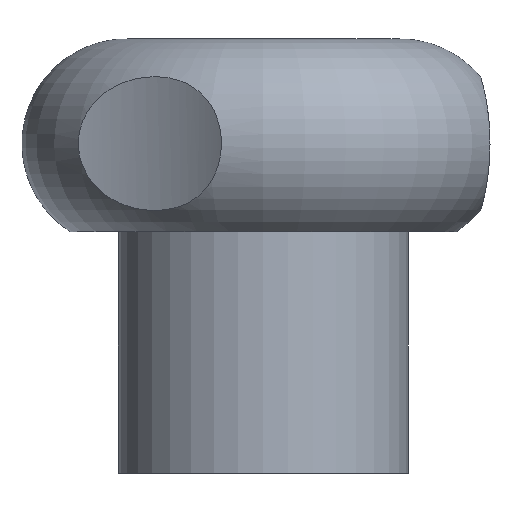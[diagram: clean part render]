
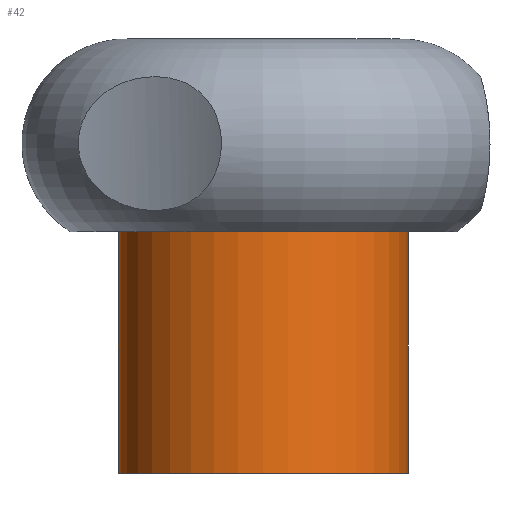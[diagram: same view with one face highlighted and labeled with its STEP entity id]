
A CAD part, left-side view. The second image highlights one B-rep face of the part: STEP entity #42.
In plain terms, the highlighted cylindrical face has radius 6 mm (diameter 12 mm), a full revolution.
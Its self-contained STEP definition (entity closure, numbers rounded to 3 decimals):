
#42 = ADVANCED_FACE( '', ( #88, #89 ), #90, .T. );
#88 = FACE_OUTER_BOUND( '', #142, .T. );
#89 = FACE_OUTER_BOUND( '', #143, .T. );
#90 = CYLINDRICAL_SURFACE( '', #144, 6. );
#142 = EDGE_LOOP( '', ( #196 ) );
#143 = EDGE_LOOP( '', ( #197 ) );
#144 = AXIS2_PLACEMENT_3D( '', #198, #199, #200 );
#196 = ORIENTED_EDGE( '', *, *, #251, .F. );
#197 = ORIENTED_EDGE( '', *, *, #258, .T. );
#198 = CARTESIAN_POINT( '', ( 0., 0., 57.15 ) );
#199 = DIRECTION( '', ( 0., 0., -1. ) );
#200 = DIRECTION( '', ( 1., 0., 0. ) );
#251 = EDGE_CURVE( '', #276, #276, #277, .T. );
#258 = EDGE_CURVE( '', #285, #285, #286, .T. );
#276 = VERTEX_POINT( '', #310 );
#277 = CIRCLE( '', #311, 6. );
#285 = VERTEX_POINT( '', #380 );
#286 = CIRCLE( '', #381, 6. );
#310 = CARTESIAN_POINT( '', ( 6., 0., 10. ) );
#311 = AXIS2_PLACEMENT_3D( '', #519, #520, #521 );
#380 = CARTESIAN_POINT( '', ( 6., 0., 0. ) );
#381 = AXIS2_PLACEMENT_3D( '', #525, #526, #527 );
#519 = CARTESIAN_POINT( '', ( 0., 0., 10. ) );
#520 = DIRECTION( '', ( 0., 0., 1. ) );
#521 = DIRECTION( '', ( 1., 0., 0. ) );
#525 = CARTESIAN_POINT( '', ( 0., 0., 0. ) );
#526 = DIRECTION( '', ( 0., 0., 1. ) );
#527 = DIRECTION( '', ( 1., 0., 0. ) );
